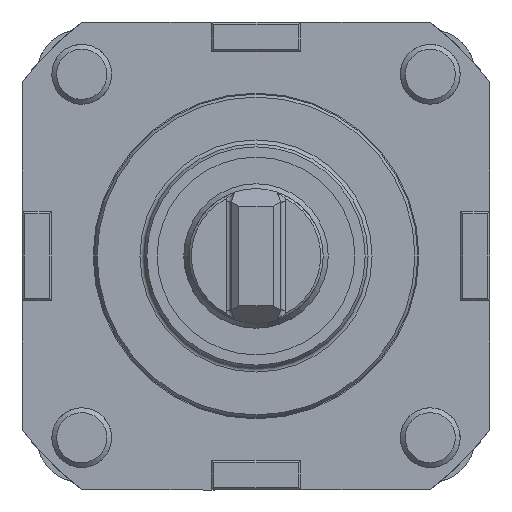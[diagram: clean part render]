
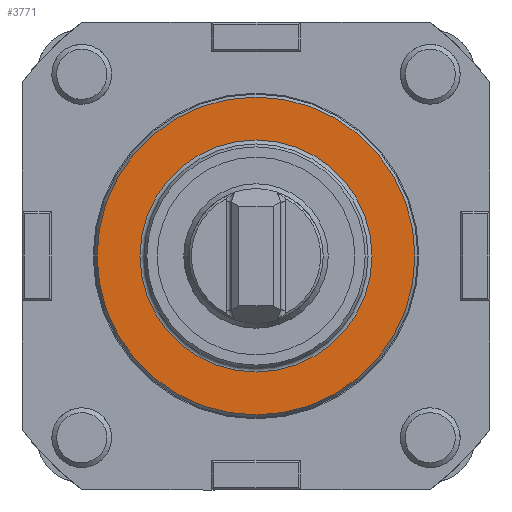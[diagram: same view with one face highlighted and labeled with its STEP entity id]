
A CAD part, front view. The second image highlights one B-rep face of the part: STEP entity #3771.
In plain terms, the highlighted planar face has unit normal (0, -1, 0).
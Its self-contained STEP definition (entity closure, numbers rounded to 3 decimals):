
#1524 = AXIS2_PLACEMENT_3D ( 'NONE', #4713, #2259, #23489 ) ;
#1896 = ORIENTED_EDGE ( 'NONE', *, *, #27385, .F. ) ;
#2242 = DIRECTION ( 'NONE',  ( 0., 1., 0. ) ) ;
#2259 = DIRECTION ( 'NONE',  ( 0., -1., 0. ) ) ;
#2265 = CARTESIAN_POINT ( 'NONE',  ( 0., -32., 31.923 ) ) ;
#2723 = EDGE_LOOP ( 'NONE', ( #3278 ) ) ;
#3278 = ORIENTED_EDGE ( 'NONE', *, *, #28916, .T. ) ;
#3686 = EDGE_LOOP ( 'NONE', ( #1896 ) ) ;
#3771 = ADVANCED_FACE ( 'Defeature completata1_42', ( #11013, #6528 ), #17929, .F. ) ;
#4713 = CARTESIAN_POINT ( 'NONE',  ( 0., -32., 0. ) ) ;
#5925 = AXIS2_PLACEMENT_3D ( 'NONE', #29792, #8756, #15861 ) ;
#6528 = FACE_BOUND ( 'NONE', #3686, .T. ) ;
#7621 = CARTESIAN_POINT ( 'NONE',  ( 0., -32., -23.3 ) ) ;
#8756 = DIRECTION ( 'NONE',  ( 0., -1., 0. ) ) ;
#9949 = VERTEX_POINT ( 'NONE', #7621 ) ;
#11013 = FACE_OUTER_BOUND ( 'NONE', #2723, .T. ) ;
#13943 = DIRECTION ( 'NONE',  ( 0., 0., 1. ) ) ;
#14310 = CIRCLE ( 'NONE', #1524, 31.923 ) ;
#15861 = DIRECTION ( 'NONE',  ( 0., 0., -1. ) ) ;
#17590 = AXIS2_PLACEMENT_3D ( 'NONE', #23025, #2242, #13943 ) ;
#17929 = PLANE ( 'NONE',  #17590 ) ;
#23025 = CARTESIAN_POINT ( 'NONE',  ( 0., -32., 23.3 ) ) ;
#23489 = DIRECTION ( 'NONE',  ( 0., 0., 1. ) ) ;
#26372 = VERTEX_POINT ( 'NONE', #2265 ) ;
#27385 = EDGE_CURVE ( 'NONE', #9949, #9949, #27531, .T. ) ;
#27531 = CIRCLE ( 'NONE', #5925, 23.3 ) ;
#28916 = EDGE_CURVE ( 'NONE', #26372, #26372, #14310, .T. ) ;
#29792 = CARTESIAN_POINT ( 'NONE',  ( 0., -32., 0. ) ) ;
